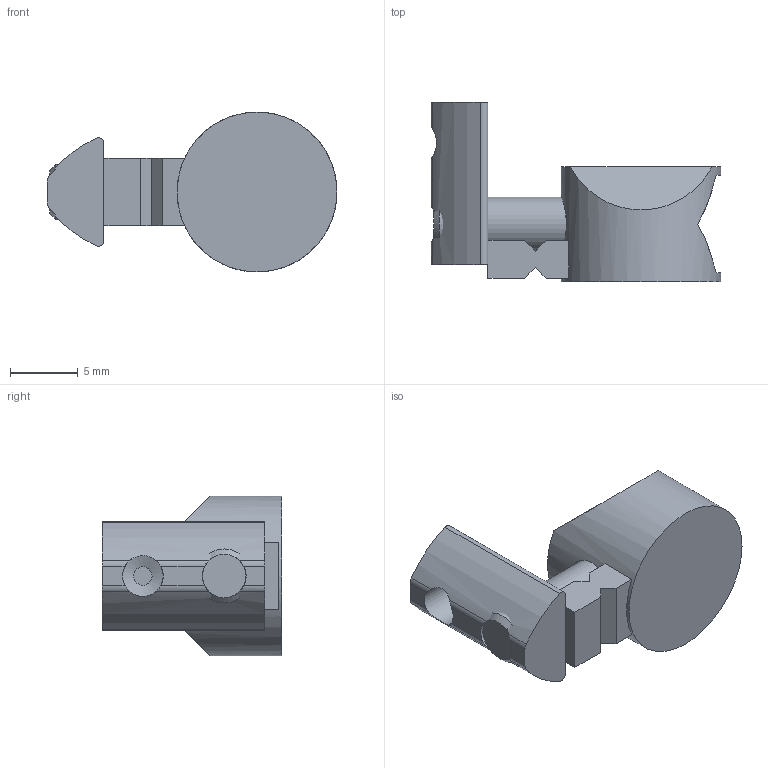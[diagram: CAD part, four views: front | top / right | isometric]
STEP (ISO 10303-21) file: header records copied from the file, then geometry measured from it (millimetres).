
FILE_DESCRIPTION(/* description */ ('STEP AP214'),/* implementation_level */ '2;1');
FILE_NAME(/* name */ '1025165.stp',/* time_stamp */ '2024-04-30T16:21:15+02:00',/* author */ ('b.steehouwer'),/* organization */ ('CADENAS'),/* preprocessor_version */ 'ST-DEVELOPER v18.1',/* originating_system */ 'Autodesk Inventor 2021',/* authorisation */ ' ');
FILE_SCHEMA (('AUTOMOTIVE_DESIGN { 1 0 10303 214 3 1 1 }'));
Length unit declared in the file: millimetre
Products named in the file (4): 1025165; 099A0520S01-T-slot nut; 099A0520S01-Screw; 099A0520S01-1
Assembly tree (3 placements, depth 2):
  1025165
    099A0520S01-T-slot nut
    099A0520S01-Screw
    099A0520S01-1
Bounding box: 21.4 x 13.25 x 11.8 mm (x, y, z)
Volume: 1058.5 mm3; surface area: 1468.7 mm2
Topology: 3 solids, 3 shells, 69 faces, 175 edges, 114 vertices
Faces by surface type: plane 48, cylinder 17, cone 3, torus 1
Full cylindrical faces by diameter (mm): 3 x1, 3.242 x1, 4 x1, 4.2 x1, 7 x1, 11.8 x1
Entity records: 2359 total; most frequent: CARTESIAN_POINT 505, DIRECTION 363, ORIENTED_EDGE 348, EDGE_CURVE 174, AXIS2_PLACEMENT_3D 130, VERTEX_POINT 114, LINE 103, VECTOR 103
